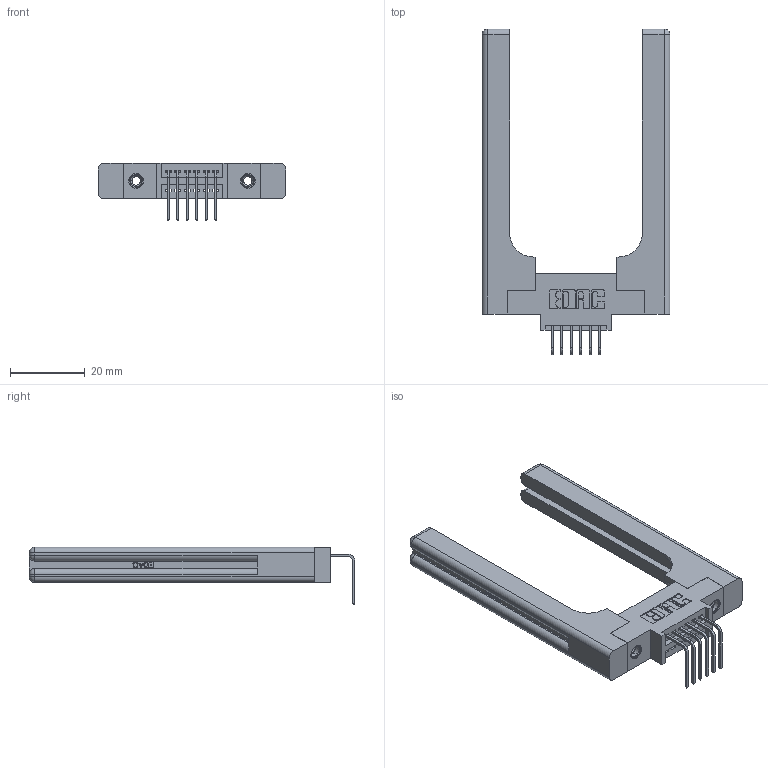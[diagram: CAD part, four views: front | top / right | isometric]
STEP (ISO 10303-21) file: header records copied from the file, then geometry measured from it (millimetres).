
FILE_DESCRIPTION (( 'STEP AP203' ), '1' );
FILE_NAME ('395-006-558-658.STEP', '2019-10-11T01:45:13', ( '' ), ( '' ), 'SwSTEP 2.0', 'SolidWorks 2016', '' );
FILE_SCHEMA (( 'CONFIG_CONTROL_DESIGN' ));
Length unit declared in the file: inch
Products named in the file (5): 345 Part_0.170 Offset - 0.156 Dia-TH; 345-292-001_558 Tail - 2; 345-250-001_345-250-001-102; 345-220-058_345-220-058; 395-006-558-658
Assembly tree (11 placements, depth 2):
  395-006-558-658
    345 Part_0.170 Offset - 0.156 Dia-TH
    345-292-001_558 Tail - 2  x6
    345-250-001_345-250-001-102  x2
    345-220-058_345-220-058  x2
Bounding box: 50.27 x 87.11 x 15.37 mm (x, y, z)
Volume: 12891 mm3; surface area: 10889 mm2
Topology: 11 solids, 11 shells, 746 faces, 2111 edges, 1378 vertices
Faces by surface type: plane 484, cylinder 202, bspline 36, cone 12, sphere 8, torus 4
Entity records: 14760 total; most frequent: CARTESIAN_POINT 3531, ORIENTED_EDGE 2268, DIRECTION 2082, EDGE_CURVE 1134, VECTOR 886, LINE 886, VERTEX_POINT 746, AXIS2_PLACEMENT_3D 598
